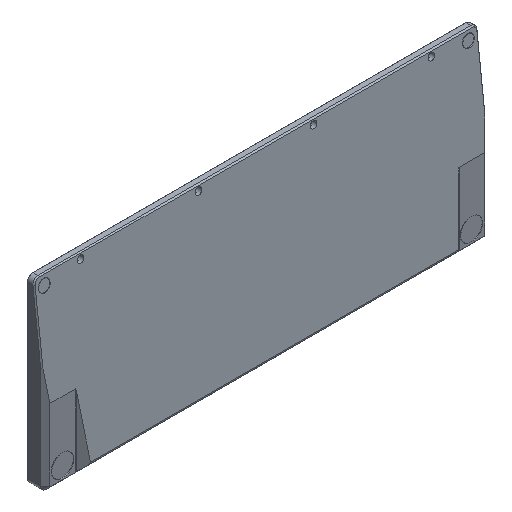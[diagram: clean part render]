
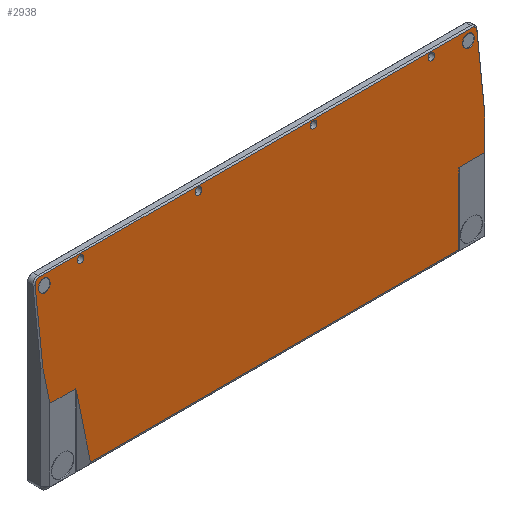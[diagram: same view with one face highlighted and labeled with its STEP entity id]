
A CAD part, isometric view. The second image highlights one B-rep face of the part: STEP entity #2938.
In plain terms, the highlighted planar face has unit normal (0, -0.994, 0.113).
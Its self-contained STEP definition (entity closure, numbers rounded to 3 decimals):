
#179=ELLIPSE('',#3125,3.019,3.);
#180=ELLIPSE('',#3126,3.019,3.);
#181=ELLIPSE('',#3127,3.019,3.);
#182=ELLIPSE('',#3128,3.019,3.);
#183=ELLIPSE('',#3129,13.251,1.5);
#184=ELLIPSE('',#3130,13.251,1.5);
#199=PLANE('',#3122);
#297=VECTOR('',#4611,1.);
#298=VECTOR('',#4612,1.);
#299=VECTOR('',#4613,1.);
#300=VECTOR('',#4616,1.);
#301=VECTOR('',#4617,1.);
#302=VECTOR('',#4618,1.);
#303=VECTOR('',#4621,1.);
#304=VECTOR('',#4622,1.);
#305=VECTOR('',#4623,1.);
#306=VECTOR('',#4626,1.);
#545=LINE('',#3485,#297);
#546=LINE('',#3487,#298);
#547=LINE('',#3489,#299);
#548=LINE('',#3493,#300);
#549=LINE('',#3495,#301);
#550=LINE('',#3497,#302);
#551=LINE('',#3501,#303);
#552=LINE('',#3503,#304);
#553=LINE('',#3505,#305);
#554=LINE('',#3509,#306);
#791=VERTEX_POINT('',#3451);
#792=VERTEX_POINT('',#3452);
#795=VERTEX_POINT('',#3474);
#796=VERTEX_POINT('',#3476);
#797=VERTEX_POINT('',#3478);
#798=VERTEX_POINT('',#3480);
#799=VERTEX_POINT('',#3482);
#800=VERTEX_POINT('',#3484);
#801=VERTEX_POINT('',#3486);
#802=VERTEX_POINT('',#3488);
#803=VERTEX_POINT('',#3490);
#804=VERTEX_POINT('',#3492);
#805=VERTEX_POINT('',#3494);
#806=VERTEX_POINT('',#3496);
#807=VERTEX_POINT('',#3498);
#808=VERTEX_POINT('',#3500);
#809=VERTEX_POINT('',#3502);
#810=VERTEX_POINT('',#3504);
#811=VERTEX_POINT('',#3506);
#812=VERTEX_POINT('',#3508);
#1071=CIRCLE('',#3121,4.);
#1072=CIRCLE('',#3123,5.25);
#1073=CIRCLE('',#3124,5.25);
#1074=CIRCLE('',#3131,4.);
#1203=EDGE_CURVE('',#791,#792,#1071,.T.);
#1207=EDGE_CURVE('',#795,#795,#1072,.T.);
#1208=EDGE_CURVE('',#796,#796,#1073,.T.);
#1209=EDGE_CURVE('',#797,#797,#179,.T.);
#1210=EDGE_CURVE('',#798,#798,#180,.T.);
#1211=EDGE_CURVE('',#799,#799,#181,.T.);
#1212=EDGE_CURVE('',#800,#800,#182,.T.);
#1213=EDGE_CURVE('',#801,#792,#545,.T.);
#1214=EDGE_CURVE('',#802,#801,#546,.T.);
#1215=EDGE_CURVE('',#802,#803,#547,.T.);
#1216=EDGE_CURVE('',#804,#803,#183,.T.);
#1217=EDGE_CURVE('',#804,#805,#548,.T.);
#1218=EDGE_CURVE('',#806,#805,#549,.T.);
#1219=EDGE_CURVE('',#806,#807,#550,.T.);
#1220=EDGE_CURVE('',#808,#807,#184,.T.);
#1221=EDGE_CURVE('',#808,#809,#551,.T.);
#1222=EDGE_CURVE('',#810,#809,#552,.T.);
#1223=EDGE_CURVE('',#811,#810,#553,.T.);
#1224=EDGE_CURVE('',#811,#812,#1074,.T.);
#1225=EDGE_CURVE('',#791,#812,#554,.T.);
#1621=ORIENTED_EDGE('',*,*,#1207,.T.);
#1622=ORIENTED_EDGE('',*,*,#1208,.T.);
#1623=ORIENTED_EDGE('',*,*,#1209,.T.);
#1624=ORIENTED_EDGE('',*,*,#1210,.T.);
#1625=ORIENTED_EDGE('',*,*,#1211,.T.);
#1626=ORIENTED_EDGE('',*,*,#1212,.T.);
#1627=ORIENTED_EDGE('',*,*,#1203,.T.);
#1628=ORIENTED_EDGE('',*,*,#1213,.F.);
#1629=ORIENTED_EDGE('',*,*,#1214,.F.);
#1630=ORIENTED_EDGE('',*,*,#1215,.T.);
#1631=ORIENTED_EDGE('',*,*,#1216,.F.);
#1632=ORIENTED_EDGE('',*,*,#1217,.T.);
#1633=ORIENTED_EDGE('',*,*,#1218,.F.);
#1634=ORIENTED_EDGE('',*,*,#1219,.T.);
#1635=ORIENTED_EDGE('',*,*,#1220,.F.);
#1636=ORIENTED_EDGE('',*,*,#1221,.T.);
#1637=ORIENTED_EDGE('',*,*,#1222,.F.);
#1638=ORIENTED_EDGE('',*,*,#1223,.F.);
#1639=ORIENTED_EDGE('',*,*,#1224,.T.);
#1640=ORIENTED_EDGE('',*,*,#1225,.F.);
#2446=EDGE_LOOP('',(#1621));
#2447=EDGE_LOOP('',(#1622));
#2448=EDGE_LOOP('',(#1623));
#2449=EDGE_LOOP('',(#1624));
#2450=EDGE_LOOP('',(#1625));
#2451=EDGE_LOOP('',(#1626));
#2452=EDGE_LOOP('',(#1627,#1628,#1629,#1630,#1631,#1632,#1633,#1634,#1635,
#1636,#1637,#1638,#1639,#1640));
#2690=FACE_BOUND('',#2446,.T.);
#2691=FACE_BOUND('',#2447,.T.);
#2692=FACE_BOUND('',#2448,.T.);
#2693=FACE_BOUND('',#2449,.T.);
#2694=FACE_BOUND('',#2450,.T.);
#2695=FACE_BOUND('',#2451,.T.);
#2696=FACE_BOUND('',#2452,.T.);
#2938=ADVANCED_FACE('',(#2690,#2691,#2692,#2693,#2694,#2695,#2696),#199,
 .T.);
#3121=AXIS2_PLACEMENT_3D('',#3450,#4594,#4595);
#3122=AXIS2_PLACEMENT_3D('',#3472,#4598,$);
#3123=AXIS2_PLACEMENT_3D('',#3473,#4599,#4600);
#3124=AXIS2_PLACEMENT_3D('',#3475,#4601,#4602);
#3125=AXIS2_PLACEMENT_3D('',#3477,#4603,#4604);
#3126=AXIS2_PLACEMENT_3D('',#3479,#4605,#4606);
#3127=AXIS2_PLACEMENT_3D('',#3481,#4607,#4608);
#3128=AXIS2_PLACEMENT_3D('',#3483,#4609,#4610);
#3129=AXIS2_PLACEMENT_3D('',#3491,#4614,#4615);
#3130=AXIS2_PLACEMENT_3D('',#3499,#4619,#4620);
#3131=AXIS2_PLACEMENT_3D('',#3507,#4624,#4625);
#3450=CARTESIAN_POINT('',(-197.5,-0.552,-4.849));
#3451=CARTESIAN_POINT('',(-197.5,-0.1,-0.875));
#3452=CARTESIAN_POINT('',(-201.5,-0.552,-4.849));
#3472=CARTESIAN_POINT('',(-202.5,-9.4,-82.5));
#3473=CARTESIAN_POINT('',(193.5,-1.019,-8.942));
#3474=CARTESIAN_POINT('',(198.75,-1.019,-8.942));
#3475=CARTESIAN_POINT('',(-193.5,-1.019,-8.942));
#3476=CARTESIAN_POINT('',(-188.25,-1.019,-8.942));
#3477=CARTESIAN_POINT('',(52.5,-0.57,-5.));
#3478=CARTESIAN_POINT('',(52.5,-0.911,-8.));
#3479=CARTESIAN_POINT('',(160.,-0.57,-5.));
#3480=CARTESIAN_POINT('',(160.,-0.911,-8.));
#3481=CARTESIAN_POINT('',(-52.5,-0.57,-5.));
#3482=CARTESIAN_POINT('',(-52.5,-0.911,-8.));
#3483=CARTESIAN_POINT('',(-160.,-0.57,-5.));
#3484=CARTESIAN_POINT('',(-160.,-0.911,-8.));
#3485=CARTESIAN_POINT('',(-201.5,-9.591,-84.178));
#3486=CARTESIAN_POINT('',(-201.5,-7.599,-66.699));
#3487=CARTESIAN_POINT('',(-209.582,0.482,4.232));
#3488=CARTESIAN_POINT('',(-198.3,-10.799,-94.785));
#3489=CARTESIAN_POINT('',(-196.,-10.799,-94.785));
#3490=CARTESIAN_POINT('',(-175.121,-10.799,-94.785));
#3491=CARTESIAN_POINT('',(-175.121,-12.299,-107.95));
#3492=CARTESIAN_POINT('',(-174.061,-11.239,-98.641));
#3493=CARTESIAN_POINT('',(-156.238,-29.062,-255.07));
#3494=CARTESIAN_POINT('',(-167.857,-17.442,-153.089));
#3495=CARTESIAN_POINT('',(-233.026,-17.442,-153.089));
#3496=CARTESIAN_POINT('',(167.857,-17.442,-153.089));
#3497=CARTESIAN_POINT('',(153.676,-31.624,-277.558));
#3498=CARTESIAN_POINT('',(174.061,-11.239,-98.641));
#3499=CARTESIAN_POINT('',(175.121,-12.299,-107.95));
#3500=CARTESIAN_POINT('',(175.121,-10.799,-94.785));
#3501=CARTESIAN_POINT('',(-6.5,-10.799,-94.785));
#3502=CARTESIAN_POINT('',(198.3,-10.799,-94.785));
#3503=CARTESIAN_POINT('',(207.019,-2.08,-18.256));
#3504=CARTESIAN_POINT('',(201.5,-7.599,-66.699));
#3505=CARTESIAN_POINT('',(201.5,-9.591,-84.178));
#3506=CARTESIAN_POINT('',(201.5,-0.552,-4.849));
#3507=CARTESIAN_POINT('',(197.5,-0.552,-4.849));
#3508=CARTESIAN_POINT('',(197.5,-0.1,-0.875));
#3509=CARTESIAN_POINT('',(-202.5,-0.1,-0.875));
#4594=DIRECTION('',(0.,-0.994,0.113));
#4595=DIRECTION('',(-4.,0.,0.));
#4598=DIRECTION('',(0.,-0.994,0.113));
#4599=DIRECTION('',(0.,0.994,-0.113));
#4600=DIRECTION('',(5.25,0.,0.));
#4601=DIRECTION('',(0.,0.994,-0.113));
#4602=DIRECTION('',(5.25,0.,0.));
#4603=DIRECTION('',(0.,0.994,-0.113));
#4604=DIRECTION('',(0.,0.342,3.));
#4605=DIRECTION('',(0.,0.994,-0.113));
#4606=DIRECTION('',(0.,0.342,3.));
#4607=DIRECTION('',(0.,0.994,-0.113));
#4608=DIRECTION('',(0.,0.342,3.));
#4609=DIRECTION('',(0.,0.994,-0.113));
#4610=DIRECTION('',(0.,0.342,3.));
#4611=DIRECTION('',(0.,0.113,0.994));
#4612=DIRECTION('',(-0.112,0.112,0.987));
#4613=DIRECTION('',(1.,0.,0.));
#4614=DIRECTION('',(0.,-0.994,0.113));
#4615=DIRECTION('',(0.,1.5,13.165));
#4616=DIRECTION('',(0.112,-0.112,-0.987));
#4617=DIRECTION('',(-1.,0.,0.));
#4618=DIRECTION('',(0.112,0.112,0.987));
#4619=DIRECTION('',(0.,-0.994,0.113));
#4620=DIRECTION('',(0.,1.5,13.165));
#4621=DIRECTION('',(1.,0.,0.));
#4622=DIRECTION('',(-0.112,-0.112,-0.987));
#4623=DIRECTION('',(0.,-0.113,-0.994));
#4624=DIRECTION('',(0.,-0.994,0.113));
#4625=DIRECTION('',(4.,0.,0.));
#4626=DIRECTION('',(1.,0.,0.));
